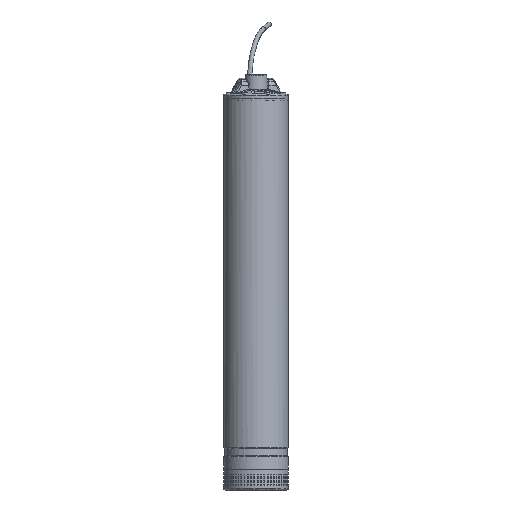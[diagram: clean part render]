
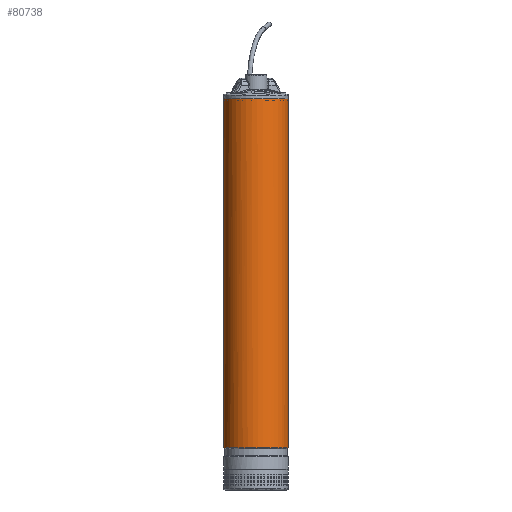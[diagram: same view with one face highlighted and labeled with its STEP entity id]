
A CAD part, front view. The second image highlights one B-rep face of the part: STEP entity #80738.
In plain terms, the highlighted cylindrical face has radius 66.5 mm (diameter 133 mm), a full revolution.
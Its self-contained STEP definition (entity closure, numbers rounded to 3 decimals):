
#80578=CARTESIAN_POINT('',(25.448,-61.438,-49.));
#80579=VERTEX_POINT('',#80578);
#80580=CARTESIAN_POINT('',(-25.448,61.438,-49.));
#80581=VERTEX_POINT('',#80580);
#80582=CARTESIAN_POINT('',(0.,0.,-49.));
#80583=DIRECTION('',(0.,0.,1.));
#80584=DIRECTION('',(0.383,-0.924,0.));
#80585=AXIS2_PLACEMENT_3D('',#80582,#80583,#80584);
#80586=CIRCLE('',#80585,66.5);
#80587=EDGE_CURVE('',#80579,#80581,#80586,.T.);
#80589=CARTESIAN_POINT('',(0.,0.,-49.));
#80590=DIRECTION('',(0.,0.,1.));
#80591=DIRECTION('',(0.383,-0.924,0.));
#80592=AXIS2_PLACEMENT_3D('',#80589,#80590,#80591);
#80593=CIRCLE('',#80592,66.5);
#80594=EDGE_CURVE('',#80581,#80579,#80593,.T.);
#80625=CARTESIAN_POINT('',(-25.448,61.438,-766.412));
#80626=VERTEX_POINT('',#80625);
#80627=CARTESIAN_POINT('',(25.448,-61.438,-766.412));
#80628=VERTEX_POINT('',#80627);
#80629=CARTESIAN_POINT('',(-25.448,61.438,-766.412));
#80630=CARTESIAN_POINT('',(-24.649,61.769,-766.412));
#80631=CARTESIAN_POINT('',(-22.508,62.607,-766.412));
#80632=CARTESIAN_POINT('',(-18.29,64.011,-766.412));
#80633=CARTESIAN_POINT('',(-12.718,65.379,-766.412));
#80634=CARTESIAN_POINT('',(-6.368,66.298,-766.412));
#80635=CARTESIAN_POINT('',(0.105,66.605,-766.412));
#80636=CARTESIAN_POINT('',(6.504,66.285,-766.412));
#80637=CARTESIAN_POINT('',(12.911,65.339,-766.412));
#80638=CARTESIAN_POINT('',(19.07,63.814,-766.412));
#80639=CARTESIAN_POINT('',(25.153,61.67,-766.412));
#80640=CARTESIAN_POINT('',(30.908,58.996,-766.412));
#80641=CARTESIAN_POINT('',(36.476,55.726,-766.412));
#80642=CARTESIAN_POINT('',(41.686,51.949,-766.412));
#80643=CARTESIAN_POINT('',(46.654,47.544,-766.412));
#80644=CARTESIAN_POINT('',(51.127,42.697,-766.412));
#80645=CARTESIAN_POINT('',(55.131,37.378,-766.412));
#80646=CARTESIAN_POINT('',(58.47,31.893,-766.412));
#80647=CARTESIAN_POINT('',(61.261,26.125,-766.412));
#80648=CARTESIAN_POINT('',(63.426,20.307,-766.412));
#80649=CARTESIAN_POINT('',(65.07,14.191,-766.412));
#80650=CARTESIAN_POINT('',(66.128,7.953,-766.412));
#80651=CARTESIAN_POINT('',(66.589,1.465,-766.412));
#80652=CARTESIAN_POINT('',(66.42,-4.945,-766.412));
#80653=CARTESIAN_POINT('',(65.626,-11.364,-766.412));
#80654=CARTESIAN_POINT('',(64.246,-17.558,-766.412));
#80655=CARTESIAN_POINT('',(62.247,-23.689,-766.412));
#80656=CARTESIAN_POINT('',(59.71,-29.506,-766.412));
#80657=CARTESIAN_POINT('',(56.559,-35.173,-766.412));
#80658=CARTESIAN_POINT('',(52.894,-40.482,-766.412));
#80659=CARTESIAN_POINT('',(48.609,-45.541,-766.412));
#80660=CARTESIAN_POINT('',(43.876,-50.118,-766.412));
#80661=CARTESIAN_POINT('',(38.604,-54.285,-766.412));
#80662=CARTESIAN_POINT('',(33.07,-57.819,-766.412));
#80663=CARTESIAN_POINT('',(28.574,-60.1,-766.412));
#80664=CARTESIAN_POINT('',(26.048,-61.19,-766.412));
#80665=CARTESIAN_POINT('',(25.448,-61.438,-766.412));
#80666=B_SPLINE_CURVE_WITH_KNOTS('',3,(#80629,#80630,#80631,#80632,#80633,#80634,#80635,#80636,#80637,#80638,#80639,#80640,#80641,#80642,#80643,#80644,#80645,#80646,#80647,#80648,#80649,#80650,#80651,#80652,#80653,#80654,#80655,#80656,#80657,#80658,#80659,#80660,#80661,#80662,#80663,#80664,#80665),.UNSPECIFIED.,.F.,.U.,(4,1,1,1,1,1,1,1,1,1,1,1,1,1,1,1,1,1,1,1,1,1,1,1,1,1,1,1,1,1,1,1,1,1,4),(0.0,2.595,6.897,13.329,19.786,26.123,32.749,38.983,45.53,51.764,58.31,64.544,71.115,77.592,84.439,90.876,97.541,103.68,110.078,116.143,122.659,129.034,135.636,141.871,148.417,154.651,161.197,167.432,174.082,180.525,187.297,193.81,200.661,206.969,208.916),.UNSPECIFIED.);
#80667=EDGE_CURVE('',#80626,#80628,#80666,.T.);
#80669=CARTESIAN_POINT('',(25.448,-61.438,-766.412));
#80670=CARTESIAN_POINT('',(24.069,-62.01,-766.412));
#80671=CARTESIAN_POINT('',(20.77,-63.247,-766.412));
#80672=CARTESIAN_POINT('',(15.27,-64.827,-766.412));
#80673=CARTESIAN_POINT('',(9.008,-65.994,-766.412));
#80674=CARTESIAN_POINT('',(2.51,-66.558,-766.412));
#80675=CARTESIAN_POINT('',(-3.896,-66.488,-766.412));
#80676=CARTESIAN_POINT('',(-10.308,-65.8,-766.412));
#80677=CARTESIAN_POINT('',(-16.524,-64.52,-766.412));
#80678=CARTESIAN_POINT('',(-22.687,-62.619,-766.412));
#80679=CARTESIAN_POINT('',(-28.543,-60.176,-766.412));
#80680=CARTESIAN_POINT('',(-34.23,-57.133,-766.412));
#80681=CARTESIAN_POINT('',(-39.512,-53.616,-766.412));
#80682=CARTESIAN_POINT('',(-44.512,-49.543,-766.412));
#80683=CARTESIAN_POINT('',(-49.132,-44.976,-766.412));
#80684=CARTESIAN_POINT('',(-53.438,-39.778,-766.412));
#80685=CARTESIAN_POINT('',(-57.168,-34.192,-766.412));
#80686=CARTESIAN_POINT('',(-60.245,-28.393,-766.412));
#80687=CARTESIAN_POINT('',(-62.614,-22.67,-766.412));
#80688=CARTESIAN_POINT('',(-64.446,-16.78,-766.412));
#80689=CARTESIAN_POINT('',(-65.725,-10.754,-766.412));
#80690=CARTESIAN_POINT('',(-66.456,-4.412,-766.412));
#80691=CARTESIAN_POINT('',(-66.575,1.927,-766.412));
#80692=CARTESIAN_POINT('',(-66.076,8.36,-766.412));
#80693=CARTESIAN_POINT('',(-64.98,14.61,-766.412));
#80694=CARTESIAN_POINT('',(-63.262,20.827,-766.412));
#80695=CARTESIAN_POINT('',(-60.993,26.753,-766.412));
#80696=CARTESIAN_POINT('',(-58.12,32.527,-766.412));
#80697=CARTESIAN_POINT('',(-54.76,37.911,-766.412));
#80698=CARTESIAN_POINT('',(-50.767,43.12,-766.412));
#80699=CARTESIAN_POINT('',(-45.842,48.379,-766.412));
#80700=CARTESIAN_POINT('',(-39.746,53.542,-766.412));
#80701=CARTESIAN_POINT('',(-33.644,57.494,-766.412));
#80702=CARTESIAN_POINT('',(-28.783,59.991,-766.412));
#80703=CARTESIAN_POINT('',(-26.399,61.044,-766.412));
#80704=CARTESIAN_POINT('',(-25.448,61.438,-766.412));
#80705=B_SPLINE_CURVE_WITH_KNOTS('',3,(#80669,#80670,#80671,#80672,#80673,#80674,#80675,#80676,#80677,#80678,#80679,#80680,#80681,#80682,#80683,#80684,#80685,#80686,#80687,#80688,#80689,#80690,#80691,#80692,#80693,#80694,#80695,#80696,#80697,#80698,#80699,#80700,#80701,#80702,#80703,#80704),.UNSPECIFIED.,.F.,.U.,(4,1,1,1,1,1,1,1,1,1,1,1,1,1,1,1,1,1,1,1,1,1,1,1,1,1,1,1,1,1,1,1,1,4),(208.916,213.396,219.479,226.066,232.48,239.026,245.26,251.806,258.041,264.587,270.821,277.367,283.602,290.148,296.832,303.827,310.269,316.504,322.387,328.758,334.964,341.519,347.753,354.299,360.534,367.08,373.314,379.86,386.095,392.983,401.447,410.013,414.746,417.831),.UNSPECIFIED.);
#80706=EDGE_CURVE('',#80628,#80626,#80705,.T.);
#80720=CARTESIAN_POINT('',(0.,0.,-766.412));
#80721=DIRECTION('',(0.,0.,1.0));
#80722=DIRECTION('',(0.383,-0.924,0.));
#80723=AXIS2_PLACEMENT_3D('',#80720,#80721,#80722);
#80724=CYLINDRICAL_SURFACE('',#80723,66.5);
#80725=ORIENTED_EDGE('',*,*,#80706,.F.);
#80726=CARTESIAN_POINT('',(25.448,-61.438,-766.412));
#80727=DIRECTION('',(0.0,0.0,1.0));
#80728=VECTOR('',#80727,717.412);
#80729=LINE('',#80726,#80728);
#80730=EDGE_CURVE('',#80628,#80579,#80729,.T.);
#80731=ORIENTED_EDGE('',*,*,#80730,.T.);
#80732=ORIENTED_EDGE('',*,*,#80594,.F.);
#80733=ORIENTED_EDGE('',*,*,#80587,.F.);
#80734=ORIENTED_EDGE('',*,*,#80730,.F.);
#80735=ORIENTED_EDGE('',*,*,#80667,.F.);
#80736=EDGE_LOOP('',(#80725,#80731,#80732,#80733,#80734,#80735));
#80737=FACE_OUTER_BOUND('',#80736,.T.);
#80738=ADVANCED_FACE('',(#80737),#80724,.T.);
